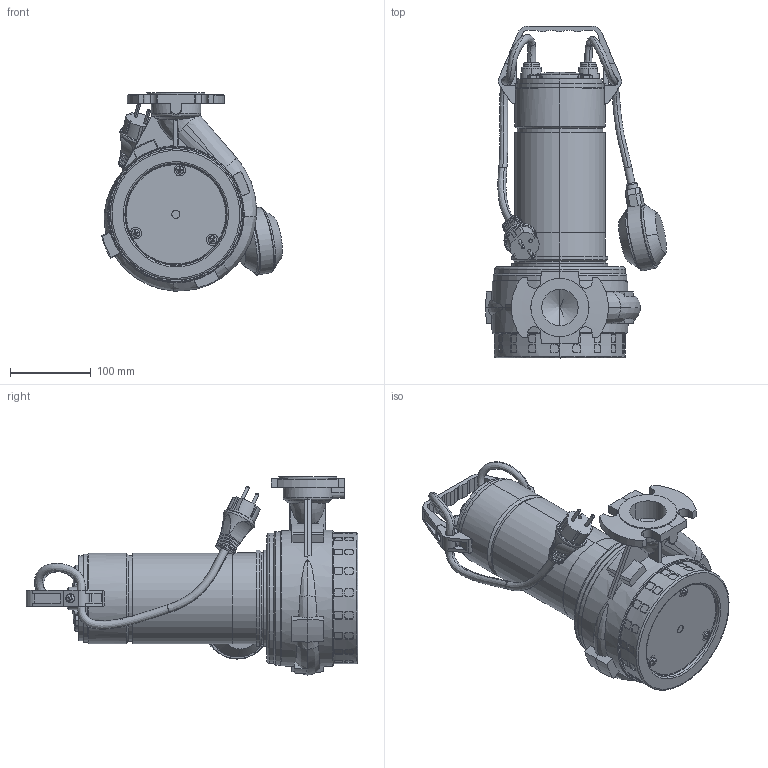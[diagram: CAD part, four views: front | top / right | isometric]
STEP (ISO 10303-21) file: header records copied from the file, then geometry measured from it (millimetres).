
FILE_DESCRIPTION (( 'STEP AP214' ), '1' );
FILE_NAME ('4_93_581_04_REV00.step', '2022-02-03T14:19:00', ( '' ), ( '' ), 'SwSTEP 2.0', 'SolidWorks 2020', '' );
FILE_SCHEMA (( 'AUTOMOTIVE_DESIGN' ));
Length unit declared in the file: millimetre
Products named in the file (3): 4_93_581_04_REV00; Copia di 4_93_581_04_REV00^4_93_581_04_REV00; Copia di Copia di 3_92_128_semplificato^4_93_581_04_REV00_Cavo singolo
Assembly tree (2 placements, depth 2):
  4_93_581_04_REV00
    Copia di 4_93_581_04_REV00^4_93_581_04_REV00
    Copia di Copia di 3_92_128_semplificato^4_93_581_04_REV00_Cavo singolo
Bounding box: 223.8 x 410.2 x 244.75 mm (x, y, z)
Volume: 5326693.9 mm3; surface area: 541574.8 mm2
Topology: 33 solids, 33 shells, 1610 faces, 4173 edges, 2712 vertices
Faces by surface type: plane 805, cylinder 507, cone 153, bspline 84, torus 37, sphere 24
Entity records: 89035 total; most frequent: CARTESIAN_POINT 50170, ORIENTED_EDGE 8326, DIRECTION 7558, EDGE_CURVE 4163, AXIS2_PLACEMENT_3D 2764, VERTEX_POINT 2712, VECTOR 2030, LINE 2030
